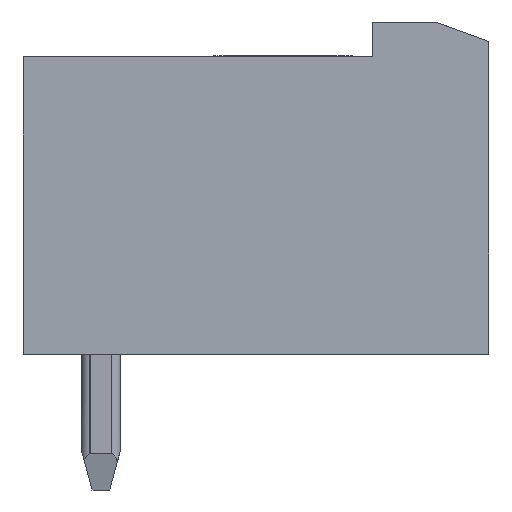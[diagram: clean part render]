
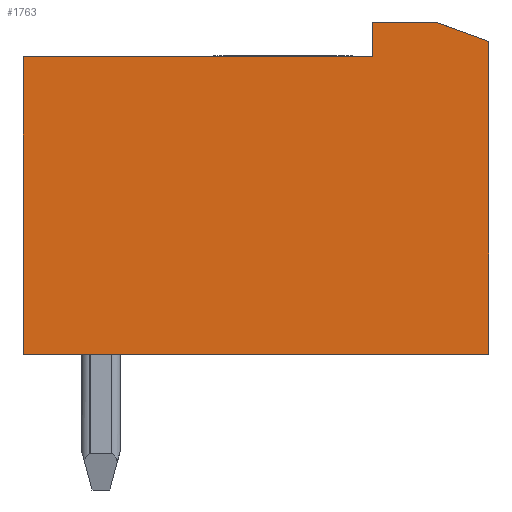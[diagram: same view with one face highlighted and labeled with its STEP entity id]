
A CAD part, left-side view. The second image highlights one B-rep face of the part: STEP entity #1763.
In plain terms, the highlighted planar face has unit normal (-1, 0, 0).
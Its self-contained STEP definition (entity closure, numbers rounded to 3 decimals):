
#1763=ADVANCED_FACE('',(#3518),#3519,.T.);
#3518=FACE_OUTER_BOUND('',#11254,.T.);
#3519=PLANE('',#11255);
#11254=EDGE_LOOP('',(#14010,#14011,#14012,#14013,#14014,#14015,#14016));
#11255=AXIS2_PLACEMENT_3D('',#14017,#14018,#14019);
#14010=ORIENTED_EDGE('',*,*,#17161,.T.);
#14011=ORIENTED_EDGE('',*,*,#17172,.T.);
#14012=ORIENTED_EDGE('',*,*,#17329,.F.);
#14013=ORIENTED_EDGE('',*,*,#17183,.F.);
#14014=ORIENTED_EDGE('',*,*,#17200,.F.);
#14015=ORIENTED_EDGE('',*,*,#17281,.T.);
#14016=ORIENTED_EDGE('',*,*,#17177,.T.);
#14017=CARTESIAN_POINT('',(0.,6.0,0.835));
#14018=DIRECTION('',(-1.0,0.,0.));
#14019=DIRECTION('',(0.,-1.0,0.));
#17161=EDGE_CURVE('',#18849,#18847,#18850,.F.);
#17172=EDGE_CURVE('',#18847,#18864,#18866,.F.);
#17177=EDGE_CURVE('',#18872,#18849,#18873,.F.);
#17183=EDGE_CURVE('',#18880,#18878,#18882,.T.);
#17200=EDGE_CURVE('',#18910,#18880,#18912,.T.);
#17281=EDGE_CURVE('',#18910,#18872,#19038,.F.);
#17329=EDGE_CURVE('',#18878,#18864,#19096,.F.);
#18847=VERTEX_POINT('',#21371);
#18849=VERTEX_POINT('',#21374);
#18850=LINE('',#21375,#21376);
#18864=VERTEX_POINT('',#21408);
#18866=LINE('',#21411,#21412);
#18872=VERTEX_POINT('',#21421);
#18873=LINE('',#21422,#21423);
#18878=VERTEX_POINT('',#21430);
#18880=VERTEX_POINT('',#21433);
#18882=LINE('',#21436,#21437);
#18910=VERTEX_POINT('',#21474);
#18912=LINE('',#21477,#21478);
#19038=LINE('',#21673,#21674);
#19096=LINE('',#21758,#21759);
#21371=CARTESIAN_POINT('',(0.,0.,8.07));
#21374=CARTESIAN_POINT('',(0.,0.,0.));
#21375=CARTESIAN_POINT('',(0.,0.,4.055));
#21376=VECTOR('',#24343,1.0);
#21408=CARTESIAN_POINT('',(0.,1.374,8.57));
#21411=CARTESIAN_POINT('',(0.,1.486,8.611));
#21412=VECTOR('',#24352,1.0);
#21421=CARTESIAN_POINT('',(0.,12.0,0.));
#21422=CARTESIAN_POINT('',(0.,9.0,0.));
#21423=VECTOR('',#24356,1.0);
#21430=CARTESIAN_POINT('',(0.,3.0,8.57));
#21433=CARTESIAN_POINT('',(0.,3.0,7.67));
#21436=CARTESIAN_POINT('',(0.,3.0,4.253));
#21437=VECTOR('',#24361,1.0);
#21474=CARTESIAN_POINT('',(0.,12.0,7.67));
#21477=CARTESIAN_POINT('',(0.,4.5,7.67));
#21478=VECTOR('',#24384,1.0);
#21673=CARTESIAN_POINT('',(0.,12.0,4.253));
#21674=VECTOR('',#24452,1.0);
#21758=CARTESIAN_POINT('',(0.,4.5,8.57));
#21759=VECTOR('',#24491,1.0);
#24343=DIRECTION('',(0.,0.,-1.0));
#24352=DIRECTION('',(0.,-0.94,-0.342));
#24356=DIRECTION('',(0.,1.0,0.));
#24361=DIRECTION('',(0.,0.,1.0));
#24384=DIRECTION('',(0.,-1.0,0.));
#24452=DIRECTION('',(0.,0.,1.0));
#24491=DIRECTION('',(0.,1.0,0.));
